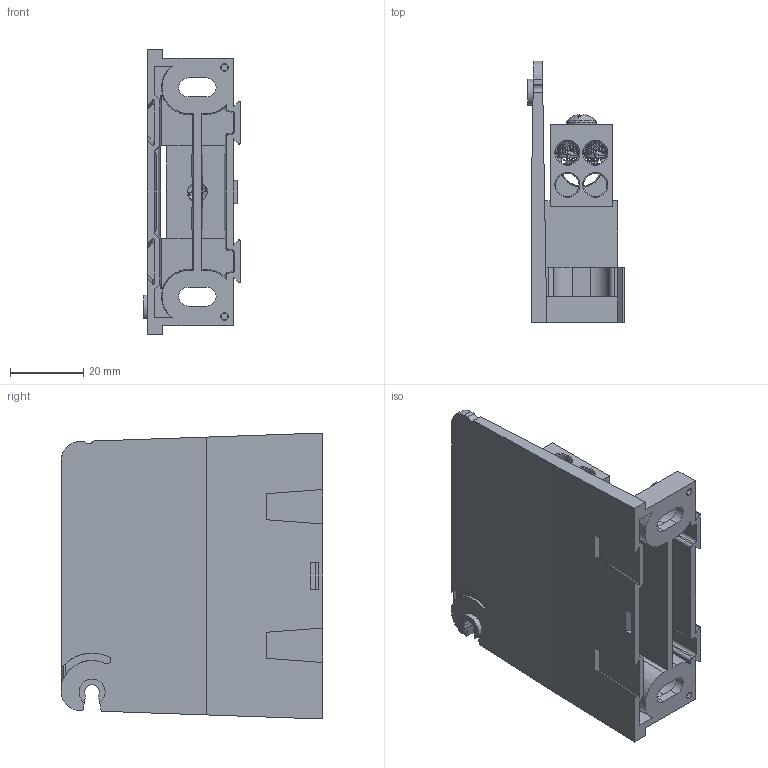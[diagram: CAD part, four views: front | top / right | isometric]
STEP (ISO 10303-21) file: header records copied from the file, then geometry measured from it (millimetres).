
FILE_DESCRIPTION (( 'STEP AP214' ), '1' );
FILE_NAME ('701951rev-ADDER.STEP', '2015-06-18T19:18:37', ( '' ), ( '' ), 'SwSTEP 2.0', 'SolidWorks 2014', '' );
FILE_SCHEMA (( 'AUTOMOTIVE_DESIGN' ));
Length unit declared in the file: inch
Products named in the file (1): 701951rev-ADDER
Bounding box: 26.29 x 71.37 x 78.11 mm (x, y, z)
Surface area: 25451 mm2 (no closed solid volume)
Topology: 0 solids, 20 shells, 340 faces, 1125 edges, 784 vertices
Faces by surface type: plane 134, cylinder 104, cone 98, bspline 4
Entity records: 19075 total; most frequent: CARTESIAN_POINT 5251, ORIENTED_EDGE 1923, DIRECTION 1826, EDGE_CURVE 1123, VERTEX_POINT 784, VECTOR 638, LINE 638, AXIS2_PLACEMENT_3D 594
